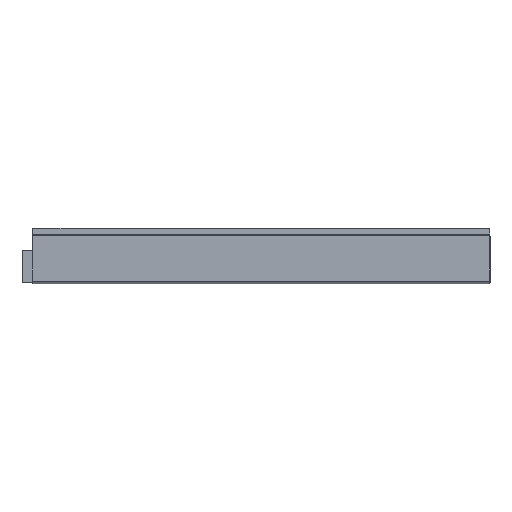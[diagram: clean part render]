
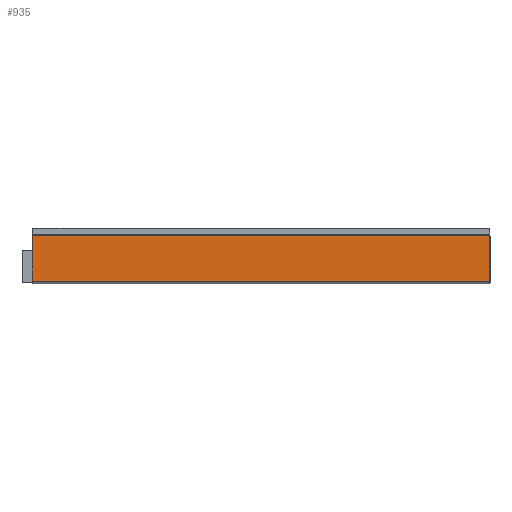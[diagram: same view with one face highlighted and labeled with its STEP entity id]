
A CAD part, top view. The second image highlights one B-rep face of the part: STEP entity #935.
In plain terms, the highlighted planar face has unit normal (0, 0, 1).
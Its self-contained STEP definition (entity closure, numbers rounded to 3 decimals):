
#22 = VERTEX_POINT ( 'NONE', #120 ) ;
#80 = ORIENTED_EDGE ( 'NONE', *, *, #2174, .T. ) ;
#119 = VECTOR ( 'NONE', #1206, 1000. ) ;
#120 = CARTESIAN_POINT ( 'NONE',  ( 125.9, 0.7, 0. ) ) ;
#128 = LINE ( 'NONE', #2227, #1636 ) ;
#200 = EDGE_CURVE ( 'NONE', #930, #2157, #128, .T. ) ;
#247 = AXIS2_PLACEMENT_3D ( 'NONE', #960, #427, #2104 ) ;
#353 = VECTOR ( 'NONE', #673, 1000. ) ;
#427 = DIRECTION ( 'NONE',  ( 0., 0., -1. ) ) ;
#554 = DIRECTION ( 'NONE',  ( -1., 0., 0. ) ) ;
#601 = PLANE ( 'NONE',  #247 ) ;
#652 = CARTESIAN_POINT ( 'NONE',  ( 125.9, 0., 0. ) ) ;
#673 = DIRECTION ( 'NONE',  ( 0., -1., 0. ) ) ;
#712 = ORIENTED_EDGE ( 'NONE', *, *, #200, .T. ) ;
#750 = ORIENTED_EDGE ( 'NONE', *, *, #1275, .T. ) ;
#849 = LINE ( 'NONE', #2179, #353 ) ;
#930 = VERTEX_POINT ( 'NONE', #2097 ) ;
#935 = ADVANCED_FACE ( 'NONE', ( #2143 ), #601, .F. ) ;
#960 = CARTESIAN_POINT ( 'NONE',  ( 0., 0., 0. ) ) ;
#961 = VECTOR ( 'NONE', #2283, 1000. ) ;
#1035 = LINE ( 'NONE', #2312, #961 ) ;
#1206 = DIRECTION ( 'NONE',  ( 0., 1., 0. ) ) ;
#1209 = EDGE_LOOP ( 'NONE', ( #80, #1357, #712, #750 ) ) ;
#1275 = EDGE_CURVE ( 'NONE', #2157, #2321, #849, .T. ) ;
#1357 = ORIENTED_EDGE ( 'NONE', *, *, #1698, .T. ) ;
#1597 = LINE ( 'NONE', #652, #119 ) ;
#1636 = VECTOR ( 'NONE', #554, 1000. ) ;
#1698 = EDGE_CURVE ( 'NONE', #22, #930, #1597, .T. ) ;
#1701 = CARTESIAN_POINT ( 'NONE',  ( -2., 13.4, 0. ) ) ;
#2097 = CARTESIAN_POINT ( 'NONE',  ( 125.9, 13.4, 0. ) ) ;
#2104 = DIRECTION ( 'NONE',  ( -1., 0., 0. ) ) ;
#2143 = FACE_OUTER_BOUND ( 'NONE', #1209, .T. ) ;
#2146 = CARTESIAN_POINT ( 'NONE',  ( -2., 0.7, 0. ) ) ;
#2157 = VERTEX_POINT ( 'NONE', #1701 ) ;
#2174 = EDGE_CURVE ( 'NONE', #2321, #22, #1035, .T. ) ;
#2179 = CARTESIAN_POINT ( 'NONE',  ( -2., 0., 0. ) ) ;
#2227 = CARTESIAN_POINT ( 'NONE',  ( -2., 13.4, 0. ) ) ;
#2283 = DIRECTION ( 'NONE',  ( 1., 0., 0. ) ) ;
#2312 = CARTESIAN_POINT ( 'NONE',  ( -2., 0.7, 0. ) ) ;
#2321 = VERTEX_POINT ( 'NONE', #2146 ) ;
